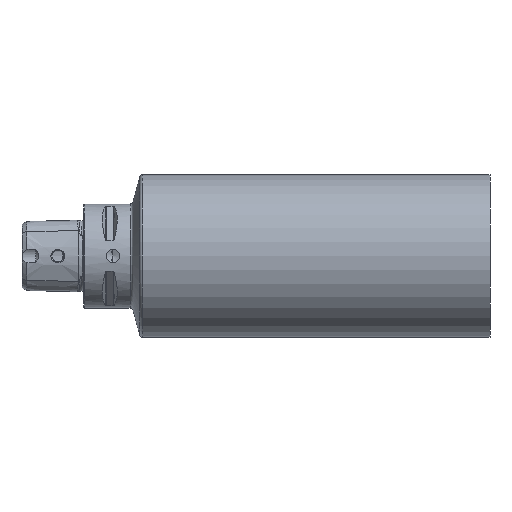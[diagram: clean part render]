
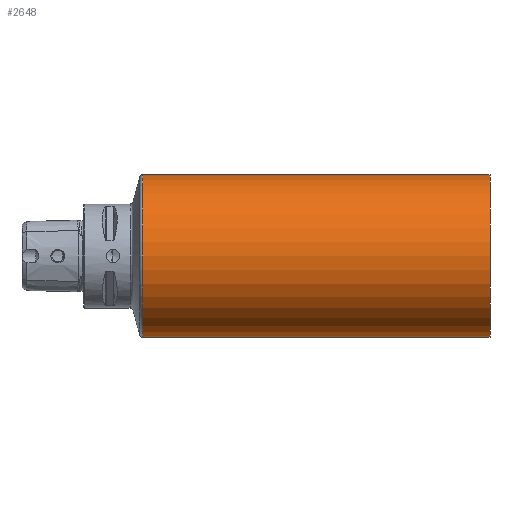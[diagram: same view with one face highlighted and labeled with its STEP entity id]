
A CAD part, front view. The second image highlights one B-rep face of the part: STEP entity #2648.
In plain terms, the highlighted cylindrical face has radius 25 mm (diameter 50 mm), a partial arc.
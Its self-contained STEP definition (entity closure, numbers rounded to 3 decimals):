
#272 = DIRECTION ( 'NONE',  ( 0., 0., 1. ) ) ;
#520 = AXIS2_PLACEMENT_3D ( 'NONE', #1498, #3110, #2802 ) ;
#710 = AXIS2_PLACEMENT_3D ( 'NONE', #3920, #2952, #272 ) ;
#729 = ORIENTED_EDGE ( 'NONE', *, *, #2860, .F. ) ;
#881 = ORIENTED_EDGE ( 'NONE', *, *, #3234, .T. ) ;
#904 = EDGE_CURVE ( 'NONE', #3479, #2221, #1902, .T. ) ;
#1177 = CYLINDRICAL_SURFACE ( 'NONE', #710, 25. ) ;
#1236 = ORIENTED_EDGE ( 'NONE', *, *, #3393, .T. ) ;
#1498 = CARTESIAN_POINT ( 'NONE',  ( 125., 0., 0. ) ) ;
#1571 = VECTOR ( 'NONE', #2836, 1000. ) ;
#1638 = EDGE_LOOP ( 'NONE', ( #3502, #1236, #881, #729 ) ) ;
#1670 = CARTESIAN_POINT ( 'NONE',  ( -50.329, 0., -25. ) ) ;
#1814 = VERTEX_POINT ( 'NONE', #1937 ) ;
#1902 = LINE ( 'NONE', #1670, #2733 ) ;
#1937 = CARTESIAN_POINT ( 'NONE',  ( 18.179, 0., 25. ) ) ;
#1956 = CARTESIAN_POINT ( 'NONE',  ( 18.179, 0., -25. ) ) ;
#2072 = DIRECTION ( 'NONE',  ( 0., 0., 1. ) ) ;
#2219 = LINE ( 'NONE', #3159, #1571 ) ;
#2221 = VERTEX_POINT ( 'NONE', #1956 ) ;
#2326 = DIRECTION ( 'NONE',  ( -1., 0., 0. ) ) ;
#2648 = ADVANCED_FACE ( 'NONE', ( #3917 ), #1177, .T. ) ;
#2733 = VECTOR ( 'NONE', #4015, 1000. ) ;
#2802 = DIRECTION ( 'NONE',  ( 0., 0., 1. ) ) ;
#2836 = DIRECTION ( 'NONE',  ( -1., 0., 0. ) ) ;
#2860 = EDGE_CURVE ( 'NONE', #2221, #1814, #3850, .T. ) ;
#2952 = DIRECTION ( 'NONE',  ( -1., 0., 0. ) ) ;
#3110 = DIRECTION ( 'NONE',  ( -1., 0., 0. ) ) ;
#3159 = CARTESIAN_POINT ( 'NONE',  ( -50.329, 0., 25. ) ) ;
#3214 = VERTEX_POINT ( 'NONE', #4091 ) ;
#3234 = EDGE_CURVE ( 'NONE', #3214, #1814, #2219, .T. ) ;
#3270 = AXIS2_PLACEMENT_3D ( 'NONE', #4362, #2326, #2072 ) ;
#3393 = EDGE_CURVE ( 'NONE', #3479, #3214, #4291, .T. ) ;
#3479 = VERTEX_POINT ( 'NONE', #4224 ) ;
#3502 = ORIENTED_EDGE ( 'NONE', *, *, #904, .F. ) ;
#3850 = CIRCLE ( 'NONE', #3270, 25. ) ;
#3917 = FACE_OUTER_BOUND ( 'NONE', #1638, .T. ) ;
#3920 = CARTESIAN_POINT ( 'NONE',  ( -50.329, 0., 0. ) ) ;
#4015 = DIRECTION ( 'NONE',  ( -1., 0., 0. ) ) ;
#4091 = CARTESIAN_POINT ( 'NONE',  ( 125., 0., 25. ) ) ;
#4224 = CARTESIAN_POINT ( 'NONE',  ( 125., 0., -25. ) ) ;
#4291 = CIRCLE ( 'NONE', #520, 25. ) ;
#4362 = CARTESIAN_POINT ( 'NONE',  ( 18.179, 0., 0. ) ) ;
